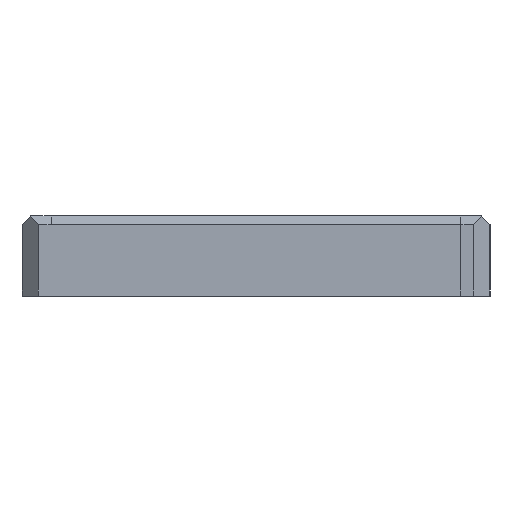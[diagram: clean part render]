
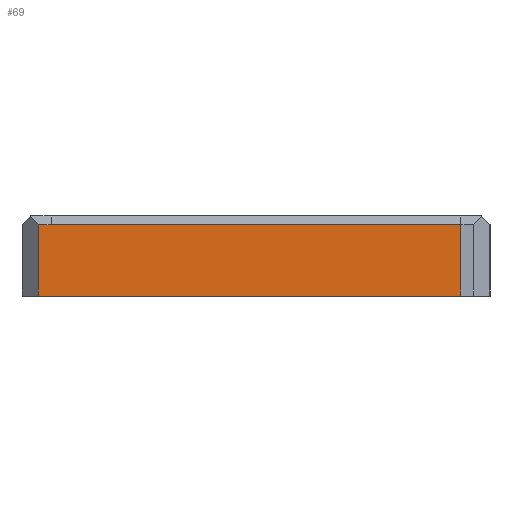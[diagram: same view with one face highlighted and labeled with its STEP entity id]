
A CAD part, front view. The second image highlights one B-rep face of the part: STEP entity #69.
In plain terms, the highlighted planar face has unit normal (0, -1, 0).
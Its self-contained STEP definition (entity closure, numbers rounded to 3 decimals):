
#34 = LINE ( 'NONE', #3923, #6545 ) ;
#63 = LINE ( 'NONE', #1648, #772 ) ;
#69 = ADVANCED_FACE ( 'NONE', ( #3325 ), #4407, .T. ) ;
#319 = CARTESIAN_POINT ( 'NONE',  ( 112.972, -148.875, -123.569 ) ) ;
#348 = CARTESIAN_POINT ( 'NONE',  ( 0., -148.875, 6.75 ) ) ;
#428 = ORIENTED_EDGE ( 'NONE', *, *, #7327, .T. ) ;
#469 = LINE ( 'NONE', #319, #5727 ) ;
#509 = CARTESIAN_POINT ( 'NONE',  ( 0., -148.875, 6.75 ) ) ;
#772 = VECTOR ( 'NONE', #3467, 1000. ) ;
#952 = DIRECTION ( 'NONE',  ( 0., -1., 0. ) ) ;
#975 = DIRECTION ( 'NONE',  ( 0., 0., 1. ) ) ;
#1033 = EDGE_CURVE ( 'NONE', #4150, #4156, #34, .T. ) ;
#1585 = DIRECTION ( 'NONE',  ( 1., 0., 0. ) ) ;
#1648 = CARTESIAN_POINT ( 'NONE',  ( 176.528, -148.875, 6.65 ) ) ;
#1744 = EDGE_CURVE ( 'NONE', #4156, #7061, #469, .T. ) ;
#2242 = EDGE_CURVE ( 'NONE', #4150, #6054, #4415, .T. ) ;
#2246 = CARTESIAN_POINT ( 'NONE',  ( 176.528, -148.875, 6.75 ) ) ;
#2697 = DIRECTION ( 'NONE',  ( 0., 0., -1. ) ) ;
#2720 = EDGE_CURVE ( 'NONE', #6054, #3788, #63, .T. ) ;
#2846 = ORIENTED_EDGE ( 'NONE', *, *, #2242, .T. ) ;
#2948 = VECTOR ( 'NONE', #5729, 1000. ) ;
#3093 = AXIS2_PLACEMENT_3D ( 'NONE', #5588, #952, #2697 ) ;
#3160 = LINE ( 'NONE', #348, #3973 ) ;
#3325 = FACE_OUTER_BOUND ( 'NONE', #4483, .T. ) ;
#3467 = DIRECTION ( 'NONE',  ( 0., 0., 1. ) ) ;
#3593 = CARTESIAN_POINT ( 'NONE',  ( 176.528, -148.875, -4. ) ) ;
#3699 = CARTESIAN_POINT ( 'NONE',  ( 112.972, -148.875, 6.75 ) ) ;
#3788 = VERTEX_POINT ( 'NONE', #2246 ) ;
#3923 = CARTESIAN_POINT ( 'NONE',  ( 112.972, -148.875, -4. ) ) ;
#3973 = VECTOR ( 'NONE', #5430, 1000. ) ;
#4150 = VERTEX_POINT ( 'NONE', #4688 ) ;
#4156 = VERTEX_POINT ( 'NONE', #6246 ) ;
#4265 = EDGE_CURVE ( 'NONE', #5172, #7061, #3160, .T. ) ;
#4407 = PLANE ( 'NONE',  #3093 ) ;
#4415 = LINE ( 'NONE', #6681, #5035 ) ;
#4483 = EDGE_LOOP ( 'NONE', ( #428, #5323, #4859, #5383, #2846, #4724 ) ) ;
#4688 = CARTESIAN_POINT ( 'NONE',  ( 114.898, -148.875, -4. ) ) ;
#4724 = ORIENTED_EDGE ( 'NONE', *, *, #2720, .T. ) ;
#4859 = ORIENTED_EDGE ( 'NONE', *, *, #1744, .F. ) ;
#5035 = VECTOR ( 'NONE', #1585, 1000. ) ;
#5038 = LINE ( 'NONE', #509, #2948 ) ;
#5070 = CARTESIAN_POINT ( 'NONE',  ( 114.898, -148.875, 6.75 ) ) ;
#5172 = VERTEX_POINT ( 'NONE', #5070 ) ;
#5323 = ORIENTED_EDGE ( 'NONE', *, *, #4265, .T. ) ;
#5383 = ORIENTED_EDGE ( 'NONE', *, *, #1033, .F. ) ;
#5430 = DIRECTION ( 'NONE',  ( -1., 0., 0. ) ) ;
#5588 = CARTESIAN_POINT ( 'NONE',  ( 0., -148.875, 6.65 ) ) ;
#5702 = DIRECTION ( 'NONE',  ( -1., 0., 0. ) ) ;
#5727 = VECTOR ( 'NONE', #975, 1000. ) ;
#5729 = DIRECTION ( 'NONE',  ( -1., 0., 0. ) ) ;
#6054 = VERTEX_POINT ( 'NONE', #3593 ) ;
#6246 = CARTESIAN_POINT ( 'NONE',  ( 112.972, -148.875, -4. ) ) ;
#6545 = VECTOR ( 'NONE', #5702, 1000. ) ;
#6681 = CARTESIAN_POINT ( 'NONE',  ( 0., -148.875, -4. ) ) ;
#7061 = VERTEX_POINT ( 'NONE', #3699 ) ;
#7327 = EDGE_CURVE ( 'NONE', #3788, #5172, #5038, .T. ) ;
